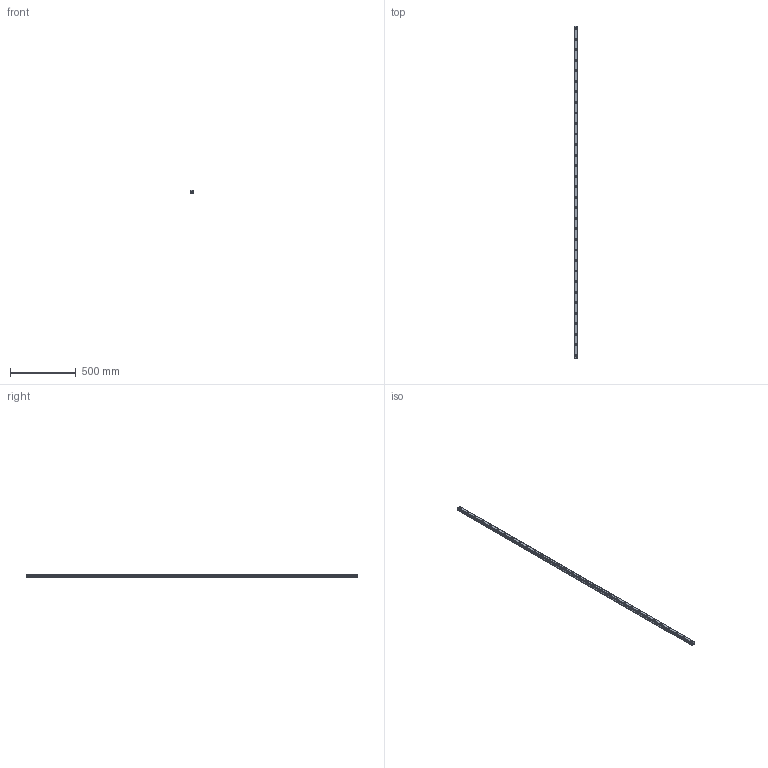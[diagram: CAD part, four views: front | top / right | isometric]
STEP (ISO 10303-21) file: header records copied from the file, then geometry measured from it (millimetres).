
FILE_DESCRIPTION(('STEP AP214'),'1');
FILE_NAME('cctmp_766ADE11-2622-44BE-A634-899511B8B512_2020_6_24_9_36_56_406..stp','2020-06-24T07:36:56',('HIWIN GmbH'),('CADClick - www.CADClick.com'),'Spatial InterOp 3D',' ','unknown authorization');
FILE_SCHEMA(('AUTOMOTIVE_DESIGN'));
Length unit declared in the file: millimetre
Products named in the file (1): HGR30R2520H_FILE
Bounding box: 28 x 2520 x 26 mm (x, y, z)
Volume: 1464914.8 mm3; surface area: 312959 mm2
Topology: 1 solids, 1 shells, 403 faces, 903 edges, 602 vertices
Faces by surface type: cylinder 214, plane 189
Entity records: 14633 total; most frequent: DIRECTION 2139, CARTESIAN_POINT 1909, ORIENTED_EDGE 1806, EDGE_CURVE 903, AXIS2_PLACEMENT_3D 832, VERTEX_POINT 602, EDGE_LOOP 503, LINE 475
